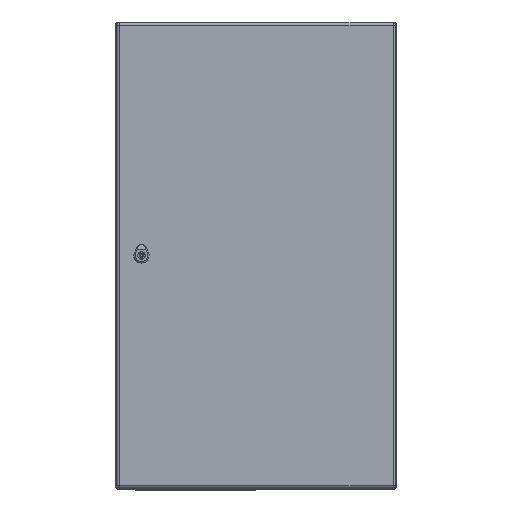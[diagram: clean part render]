
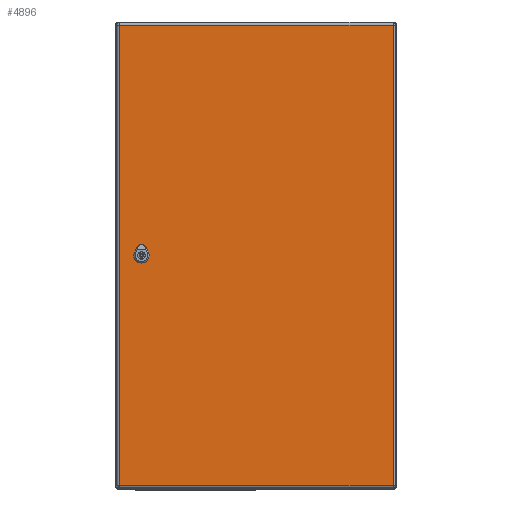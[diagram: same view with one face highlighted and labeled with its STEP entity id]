
A CAD part, top view. The second image highlights one B-rep face of the part: STEP entity #4896.
In plain terms, the highlighted face is planar.
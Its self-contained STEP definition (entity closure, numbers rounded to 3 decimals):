
#2948=FACE_BOUND('',#7173,.T.);
#2949=FACE_BOUND('',#7174,.T.);
#4102=CIRCLE('',#19181,11.25);
#4103=CIRCLE('',#19182,11.25);
#4104=CIRCLE('',#19183,11.25);
#4105=CIRCLE('',#19184,11.25);
#4106=CIRCLE('',#19185,0.4);
#4107=CIRCLE('',#19186,0.4);
#4108=CIRCLE('',#19187,0.4);
#4109=CIRCLE('',#19188,0.4);
#4896=ADVANCED_FACE('',(#2948,#2949),#5536,.F.);
#5536=PLANE('',#19189);
#7173=EDGE_LOOP('',(#9897,#9898,#9899,#9900,#9901,#9902,#9903,#9904));
#7174=EDGE_LOOP('',(#9905,#9906,#9907,#9908,#9909,#9910,#9911,#9912));
#9897=ORIENTED_EDGE('',*,*,#15001,.T.);
#9898=ORIENTED_EDGE('',*,*,#15002,.T.);
#9899=ORIENTED_EDGE('',*,*,#15003,.T.);
#9900=ORIENTED_EDGE('',*,*,#15004,.T.);
#9901=ORIENTED_EDGE('',*,*,#15005,.T.);
#9902=ORIENTED_EDGE('',*,*,#15006,.T.);
#9903=ORIENTED_EDGE('',*,*,#15007,.T.);
#9904=ORIENTED_EDGE('',*,*,#15008,.T.);
#9905=ORIENTED_EDGE('',*,*,#15009,.F.);
#9906=ORIENTED_EDGE('',*,*,#15010,.F.);
#9907=ORIENTED_EDGE('',*,*,#15011,.F.);
#9908=ORIENTED_EDGE('',*,*,#15012,.F.);
#9909=ORIENTED_EDGE('',*,*,#15013,.F.);
#9910=ORIENTED_EDGE('',*,*,#15014,.F.);
#9911=ORIENTED_EDGE('',*,*,#15015,.F.);
#9912=ORIENTED_EDGE('',*,*,#15016,.F.);
#13153=VERTEX_POINT('',#27401);
#13154=VERTEX_POINT('',#27402);
#13155=VERTEX_POINT('',#27404);
#13156=VERTEX_POINT('',#27406);
#13157=VERTEX_POINT('',#27408);
#13158=VERTEX_POINT('',#27410);
#13159=VERTEX_POINT('',#27412);
#13160=VERTEX_POINT('',#27414);
#13161=VERTEX_POINT('',#27417);
#13162=VERTEX_POINT('',#27418);
#13163=VERTEX_POINT('',#27420);
#13164=VERTEX_POINT('',#27422);
#13165=VERTEX_POINT('',#27424);
#13166=VERTEX_POINT('',#27426);
#13167=VERTEX_POINT('',#27428);
#13168=VERTEX_POINT('',#27430);
#15001=EDGE_CURVE('',#13153,#13154,#16691,.T.);
#15002=EDGE_CURVE('',#13154,#13155,#4102,.T.);
#15003=EDGE_CURVE('',#13155,#13156,#16692,.T.);
#15004=EDGE_CURVE('',#13156,#13157,#4103,.T.);
#15005=EDGE_CURVE('',#13157,#13158,#16693,.T.);
#15006=EDGE_CURVE('',#13158,#13159,#4104,.T.);
#15007=EDGE_CURVE('',#13159,#13160,#16694,.T.);
#15008=EDGE_CURVE('',#13160,#13153,#4105,.T.);
#15009=EDGE_CURVE('',#13161,#13162,#4106,.T.);
#15010=EDGE_CURVE('',#13163,#13161,#16695,.T.);
#15011=EDGE_CURVE('',#13164,#13163,#4107,.T.);
#15012=EDGE_CURVE('',#13165,#13164,#16696,.T.);
#15013=EDGE_CURVE('',#13166,#13165,#4108,.T.);
#15014=EDGE_CURVE('',#13167,#13166,#16697,.T.);
#15015=EDGE_CURVE('',#13168,#13167,#4109,.T.);
#15016=EDGE_CURVE('',#13162,#13168,#16698,.T.);
#16691=LINE('',#27400,#17757);
#16692=LINE('',#27405,#17758);
#16693=LINE('',#27409,#17759);
#16694=LINE('',#27413,#17760);
#16695=LINE('',#27419,#17761);
#16696=LINE('',#27423,#17762);
#16697=LINE('',#27427,#17763);
#16698=LINE('',#27431,#17764);
#17757=VECTOR('',#22524,1.);
#17758=VECTOR('',#22527,1.);
#17759=VECTOR('',#22530,1.);
#17760=VECTOR('',#22533,1.);
#17761=VECTOR('',#22538,1.);
#17762=VECTOR('',#22541,1.);
#17763=VECTOR('',#22544,1.);
#17764=VECTOR('',#22547,1.);
#19181=AXIS2_PLACEMENT_3D('',#27403,#22525,#22526);
#19182=AXIS2_PLACEMENT_3D('',#27407,#22528,#22529);
#19183=AXIS2_PLACEMENT_3D('',#27411,#22531,#22532);
#19184=AXIS2_PLACEMENT_3D('',#27415,#22534,#22535);
#19185=AXIS2_PLACEMENT_3D('',#27416,#22536,#22537);
#19186=AXIS2_PLACEMENT_3D('',#27421,#22539,#22540);
#19187=AXIS2_PLACEMENT_3D('',#27425,#22542,#22543);
#19188=AXIS2_PLACEMENT_3D('',#27429,#22545,#22546);
#19189=AXIS2_PLACEMENT_3D('',#27432,#22548,#22549);
#22524=DIRECTION('',(-1.,0.,0.));
#22525=DIRECTION('',(0.,0.,1.));
#22526=DIRECTION('',(1.,0.,0.));
#22527=DIRECTION('',(0.,-1.,0.));
#22528=DIRECTION('',(0.,0.,1.));
#22529=DIRECTION('',(1.,0.,0.));
#22530=DIRECTION('',(1.,0.,0.));
#22531=DIRECTION('',(0.,0.,1.));
#22532=DIRECTION('',(1.,0.,0.));
#22533=DIRECTION('',(0.,1.,0.));
#22534=DIRECTION('',(0.,0.,1.));
#22535=DIRECTION('',(1.,0.,0.));
#22536=DIRECTION('',(0.,0.,1.));
#22537=DIRECTION('',(1.,0.,0.));
#22538=DIRECTION('',(0.,-1.,0.));
#22539=DIRECTION('',(0.,0.,1.));
#22540=DIRECTION('',(1.,0.,0.));
#22541=DIRECTION('',(-1.,0.,0.));
#22542=DIRECTION('',(0.,0.,1.));
#22543=DIRECTION('',(1.,0.,0.));
#22544=DIRECTION('',(0.,1.,0.));
#22545=DIRECTION('',(0.,0.,1.));
#22546=DIRECTION('',(1.,0.,0.));
#22547=DIRECTION('',(1.,0.,0.));
#22548=DIRECTION('',(0.,0.,1.));
#22549=DIRECTION('',(1.,0.,0.));
#27400=CARTESIAN_POINT('',(-293.35,10.2,0.));
#27401=CARTESIAN_POINT('',(250.596,10.2,0.));
#27402=CARTESIAN_POINT('',(241.104,10.2,0.));
#27403=CARTESIAN_POINT('',(245.85,0.,0.));
#27404=CARTESIAN_POINT('',(235.65,4.746,0.));
#27405=CARTESIAN_POINT('',(235.65,493.,0.));
#27406=CARTESIAN_POINT('',(235.65,-4.746,0.));
#27407=CARTESIAN_POINT('',(245.85,0.,0.));
#27408=CARTESIAN_POINT('',(241.104,-10.2,0.));
#27409=CARTESIAN_POINT('',(-293.35,-10.2,0.));
#27410=CARTESIAN_POINT('',(250.596,-10.2,0.));
#27411=CARTESIAN_POINT('',(245.85,0.,0.));
#27412=CARTESIAN_POINT('',(256.05,-4.746,0.));
#27413=CARTESIAN_POINT('',(256.05,493.,0.));
#27414=CARTESIAN_POINT('',(256.05,4.746,0.));
#27415=CARTESIAN_POINT('',(245.85,0.,0.));
#27416=CARTESIAN_POINT('',(-293.35,-493.,0.));
#27417=CARTESIAN_POINT('',(-293.75,-493.,0.));
#27418=CARTESIAN_POINT('',(-293.35,-493.4,0.));
#27419=CARTESIAN_POINT('',(-293.75,493.,0.));
#27420=CARTESIAN_POINT('',(-293.75,493.,0.));
#27421=CARTESIAN_POINT('',(-293.35,493.,0.));
#27422=CARTESIAN_POINT('',(-293.35,493.4,0.));
#27423=CARTESIAN_POINT('',(293.35,493.4,0.));
#27424=CARTESIAN_POINT('',(293.35,493.4,0.));
#27425=CARTESIAN_POINT('',(293.35,493.,0.));
#27426=CARTESIAN_POINT('',(293.75,493.,0.));
#27427=CARTESIAN_POINT('',(293.75,-493.,0.));
#27428=CARTESIAN_POINT('',(293.75,-493.,0.));
#27429=CARTESIAN_POINT('',(293.35,-493.,0.));
#27430=CARTESIAN_POINT('',(293.35,-493.4,0.));
#27431=CARTESIAN_POINT('',(-293.35,-493.4,0.));
#27432=CARTESIAN_POINT('',(-293.35,493.,0.));
